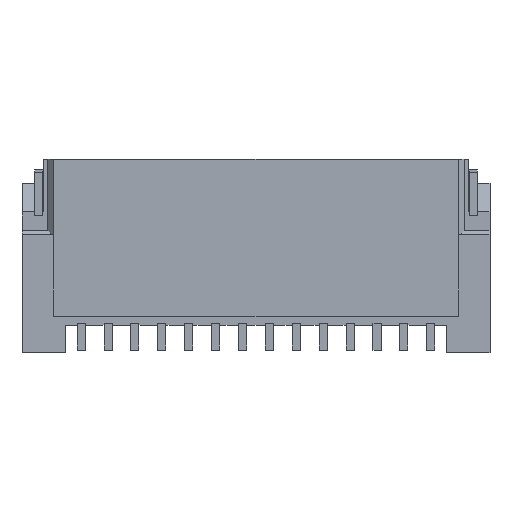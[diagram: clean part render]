
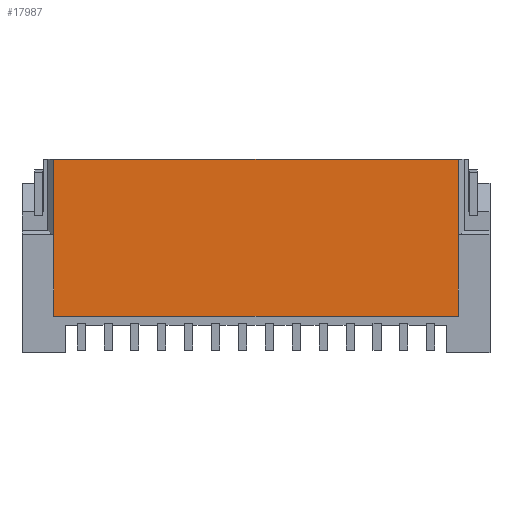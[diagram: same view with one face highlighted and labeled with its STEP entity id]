
A CAD part, front view. The second image highlights one B-rep face of the part: STEP entity #17987.
In plain terms, the highlighted planar face has unit normal (0, -1, 0).
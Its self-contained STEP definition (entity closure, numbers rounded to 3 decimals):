
#6453=DIRECTION('',(0.,0.,1.));
#6454=VECTOR('',#6453,1.52);
#6455=CARTESIAN_POINT('',(3.76,0.,-2.92));
#6456=LINE('',#6455,#6454);
#6457=DIRECTION('',(-1.,0.,0.));
#6458=VECTOR('',#6457,7.52);
#6459=CARTESIAN_POINT('',(3.76,0.,-2.92));
#6460=LINE('',#6459,#6458);
#6461=DIRECTION('',(0.,0.,1.));
#6462=VECTOR('',#6461,1.52);
#6463=CARTESIAN_POINT('',(-3.76,0.,-2.92));
#6464=LINE('',#6463,#6462);
#6465=DIRECTION('',(0.,0.,-1.));
#6466=VECTOR('',#6465,1.4);
#6467=CARTESIAN_POINT('',(-3.76,0.,0.));
#6468=LINE('',#6467,#6466);
#6469=DIRECTION('',(1.,0.,0.));
#6470=VECTOR('',#6469,7.52);
#6471=CARTESIAN_POINT('',(-3.76,0.,0.));
#6472=LINE('',#6471,#6470);
#6473=DIRECTION('',(0.,0.,-1.));
#6474=VECTOR('',#6473,1.4);
#6475=CARTESIAN_POINT('',(3.76,0.,0.));
#6476=LINE('',#6475,#6474);
#6685=CARTESIAN_POINT('',(3.76,0.,0.));
#6686=VERTEX_POINT('',#6685);
#6687=CARTESIAN_POINT('',(-3.76,0.,0.));
#6689=VERTEX_POINT('',#6687);
#6777=CARTESIAN_POINT('',(3.76,0.,-2.92));
#6778=CARTESIAN_POINT('',(3.76,0.,-1.4));
#6779=VERTEX_POINT('',#6777);
#6780=VERTEX_POINT('',#6778);
#6781=CARTESIAN_POINT('',(-3.76,0.,-1.4));
#6782=VERTEX_POINT('',#6781);
#6951=CARTESIAN_POINT('',(-3.76,0.,-2.92));
#6952=VERTEX_POINT('',#6951);
#17970=CARTESIAN_POINT('',(-4.35,0.,0.));
#17971=DIRECTION('',(0.,-1.,0.));
#17972=DIRECTION('',(0.,0.,-1.));
#17973=AXIS2_PLACEMENT_3D('',#17970,#17971,#17972);
#17974=PLANE('',#17973);
#17976=ORIENTED_EDGE('',*,*,#17975,.F.);
#17978=ORIENTED_EDGE('',*,*,#17977,.T.);
#17980=ORIENTED_EDGE('',*,*,#17979,.T.);
#17981=ORIENTED_EDGE('',*,*,#17959,.F.);
#17982=ORIENTED_EDGE('',*,*,#12271,.T.);
#17984=ORIENTED_EDGE('',*,*,#17983,.T.);
#17985=EDGE_LOOP('',(#17976,#17978,#17980,#17981,#17982,#17984));
#17986=FACE_OUTER_BOUND('',#17985,.F.);
#17987=ADVANCED_FACE('',(#17986),#17974,.T.);
#12271=EDGE_CURVE('',#6689,#6686,#6472,.T.);
#17959=EDGE_CURVE('',#6689,#6782,#6468,.T.);
#17975=EDGE_CURVE('',#6779,#6780,#6456,.T.);
#17977=EDGE_CURVE('',#6779,#6952,#6460,.T.);
#17979=EDGE_CURVE('',#6952,#6782,#6464,.T.);
#17983=EDGE_CURVE('',#6686,#6780,#6476,.T.);
